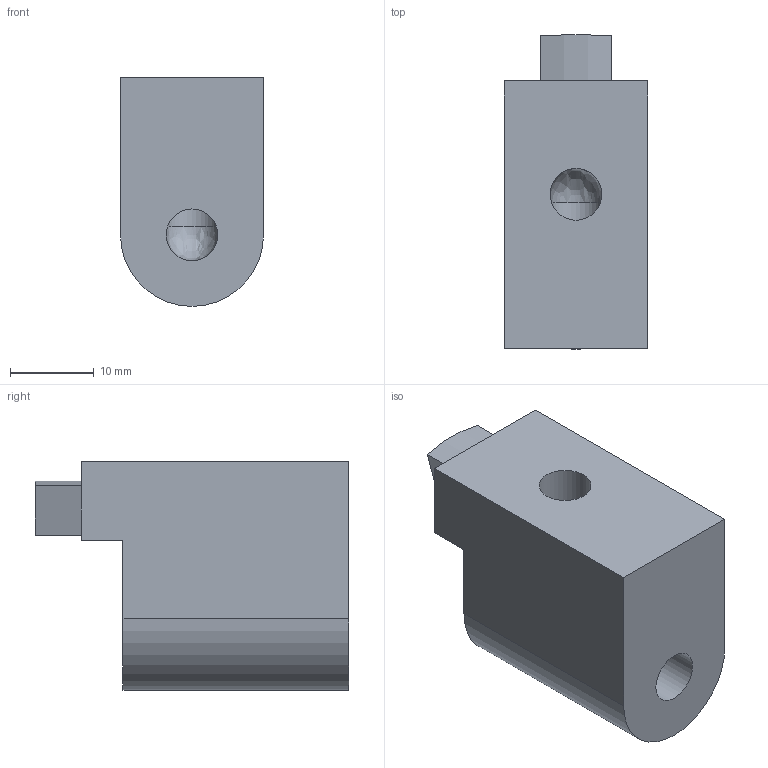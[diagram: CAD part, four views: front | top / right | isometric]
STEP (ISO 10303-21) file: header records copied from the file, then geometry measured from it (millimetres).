
FILE_DESCRIPTION(/* description */ (''),/* implementation_level */ '2;1');
FILE_NAME(/* name */ 'Tube Connector(No need to put L tube).step',/* time_stamp */ '2023-07-30T19:07:27+08:00',/* author */ (''),/* organization */ (''),/* preprocessor_version */ 'ST-DEVELOPER v19.2',/* originating_system */ 'Autodesk Translation Framework v11.17.0.187',/* authorisation */ '');
FILE_SCHEMA (('AUTOMOTIVE_DESIGN { 1 0 10303 214 3 1 1 }'));
Length unit declared in the file: millimetre
Products named in the file (1): Tube Connector(No need to put L tube)
Bounding box: 17.1 x 37.5 x 27.35 mm (x, y, z)
Volume: 11713 mm3; surface area: 4137.1 mm2
Topology: 1 solids, 1 shells, 16 faces, 41 edges, 26 vertices
Faces by surface type: plane 10, cylinder 5, bspline 1
Full cylindrical faces by diameter (mm): 6.2 x2
Entity records: 529 total; most frequent: CARTESIAN_POINT 102, DIRECTION 84, ORIENTED_EDGE 78, EDGE_CURVE 39, AXIS2_PLACEMENT_3D 29, LINE 26, VECTOR 26, VERTEX_POINT 26
